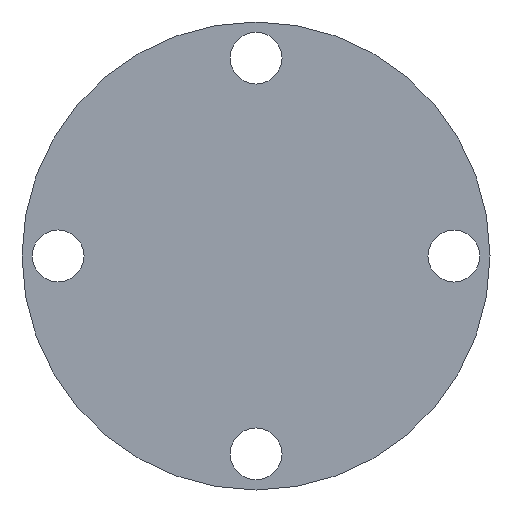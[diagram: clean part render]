
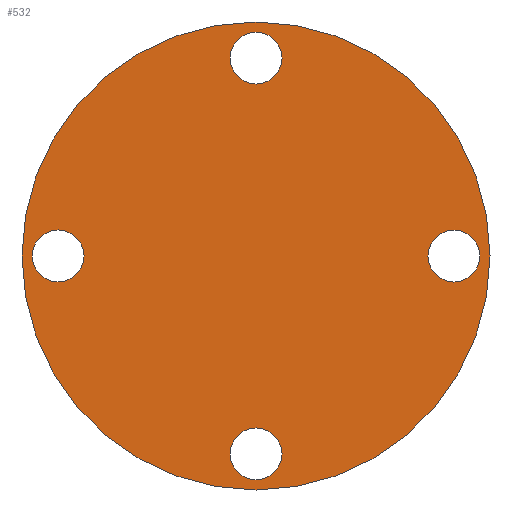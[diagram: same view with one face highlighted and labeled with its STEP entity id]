
A CAD part, front view. The second image highlights one B-rep face of the part: STEP entity #532.
In plain terms, the highlighted planar face has unit normal (0, -1, 0).
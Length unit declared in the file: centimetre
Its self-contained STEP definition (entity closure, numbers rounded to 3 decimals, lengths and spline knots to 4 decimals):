
#22 = DIRECTION ( 'NONE',  ( 0., 0., 1. ) ) ;
#27 = AXIS2_PLACEMENT_3D ( 'NONE', #81, #617, #22 ) ;
#34 = CARTESIAN_POINT ( 'NONE',  ( -7.614, -2., -1. ) ) ;
#35 = EDGE_CURVE ( 'NONE', #538, #613, #513, .T. ) ;
#53 = EDGE_LOOP ( 'NONE', ( #556, #310 ) ) ;
#66 = AXIS2_PLACEMENT_3D ( 'NONE', #234, #194, #285 ) ;
#81 = CARTESIAN_POINT ( 'NONE',  ( 0., -2., 0. ) ) ;
#87 = CARTESIAN_POINT ( 'NONE',  ( 0., -2., 8.614 ) ) ;
#88 = AXIS2_PLACEMENT_3D ( 'NONE', #612, #463, #171 ) ;
#96 = CARTESIAN_POINT ( 'NONE',  ( 0., -2., 7.614 ) ) ;
#107 = CIRCLE ( 'NONE', #88, 9. ) ;
#114 = DIRECTION ( 'NONE',  ( 0., 0., 1. ) ) ;
#130 = CARTESIAN_POINT ( 'NONE',  ( 7.614, -2., 1. ) ) ;
#135 = PLANE ( 'NONE',  #66 ) ;
#141 = DIRECTION ( 'NONE',  ( 0., 0., 1. ) ) ;
#142 = AXIS2_PLACEMENT_3D ( 'NONE', #549, #201, #114 ) ;
#159 = CIRCLE ( 'NONE', #578, 1. ) ;
#171 = DIRECTION ( 'NONE',  ( 0., 0., 1. ) ) ;
#175 = EDGE_CURVE ( 'NONE', #613, #538, #402, .T. ) ;
#189 = DIRECTION ( 'NONE',  ( 0., 1., 0. ) ) ;
#193 = AXIS2_PLACEMENT_3D ( 'NONE', #518, #524, #141 ) ;
#194 = DIRECTION ( 'NONE',  ( 0., 1., 0. ) ) ;
#198 = VERTEX_POINT ( 'NONE', #443 ) ;
#199 = AXIS2_PLACEMENT_3D ( 'NONE', #434, #277, #477 ) ;
#201 = DIRECTION ( 'NONE',  ( 0., 1., 0. ) ) ;
#226 = DIRECTION ( 'NONE',  ( 0., 1., 0. ) ) ;
#234 = CARTESIAN_POINT ( 'NONE',  ( 6., -2., 0. ) ) ;
#246 = EDGE_CURVE ( 'NONE', #590, #198, #488, .T. ) ;
#248 = VERTEX_POINT ( 'NONE', #500 ) ;
#253 = DIRECTION ( 'NONE',  ( 0., 1., 0. ) ) ;
#254 = ORIENTED_EDGE ( 'NONE', *, *, #482, .F. ) ;
#261 = ORIENTED_EDGE ( 'NONE', *, *, #246, .T. ) ;
#273 = EDGE_CURVE ( 'NONE', #198, #590, #159, .T. ) ;
#277 = DIRECTION ( 'NONE',  ( 0., 1., 0. ) ) ;
#282 = FACE_BOUND ( 'NONE', #576, .T. ) ;
#285 = DIRECTION ( 'NONE',  ( 0., 0., 1. ) ) ;
#289 = AXIS2_PLACEMENT_3D ( 'NONE', #96, #472, #468 ) ;
#293 = ORIENTED_EDGE ( 'NONE', *, *, #514, .T. ) ;
#301 = EDGE_LOOP ( 'NONE', ( #399, #254 ) ) ;
#310 = ORIENTED_EDGE ( 'NONE', *, *, #175, .T. ) ;
#311 = DIRECTION ( 'NONE',  ( 0., 0., 1. ) ) ;
#327 = CARTESIAN_POINT ( 'NONE',  ( 0., -2., -7.614 ) ) ;
#330 = AXIS2_PLACEMENT_3D ( 'NONE', #561, #226, #311 ) ;
#331 = CARTESIAN_POINT ( 'NONE',  ( 0., -2., 9. ) ) ;
#344 = EDGE_LOOP ( 'NONE', ( #293, #356 ) ) ;
#356 = ORIENTED_EDGE ( 'NONE', *, *, #376, .T. ) ;
#372 = EDGE_LOOP ( 'NONE', ( #392, #261 ) ) ;
#373 = AXIS2_PLACEMENT_3D ( 'NONE', #327, #189, #579 ) ;
#376 = EDGE_CURVE ( 'NONE', #450, #621, #535, .T. ) ;
#385 = FACE_OUTER_BOUND ( 'NONE', #301, .T. ) ;
#389 = CARTESIAN_POINT ( 'NONE',  ( 7.614, -2., 0. ) ) ;
#392 = ORIENTED_EDGE ( 'NONE', *, *, #273, .T. ) ;
#396 = CARTESIAN_POINT ( 'NONE',  ( -7.614, -2., 0. ) ) ;
#399 = ORIENTED_EDGE ( 'NONE', *, *, #470, .F. ) ;
#402 = CIRCLE ( 'NONE', #289, 1. ) ;
#412 = CIRCLE ( 'NONE', #373, 1. ) ;
#434 = CARTESIAN_POINT ( 'NONE',  ( 0., -2., -7.614 ) ) ;
#443 = CARTESIAN_POINT ( 'NONE',  ( -7.614, -2., 1. ) ) ;
#450 = VERTEX_POINT ( 'NONE', #517 ) ;
#463 = DIRECTION ( 'NONE',  ( 0., 1., 0. ) ) ;
#464 = CIRCLE ( 'NONE', #199, 1. ) ;
#467 = CARTESIAN_POINT ( 'NONE',  ( 0., -2., -8.614 ) ) ;
#468 = DIRECTION ( 'NONE',  ( 0., 0., 1. ) ) ;
#470 = EDGE_CURVE ( 'NONE', #531, #515, #575, .T. ) ;
#472 = DIRECTION ( 'NONE',  ( 0., 1., 0. ) ) ;
#477 = DIRECTION ( 'NONE',  ( 0., 0., 1. ) ) ;
#481 = CARTESIAN_POINT ( 'NONE',  ( 0., -2., -9. ) ) ;
#482 = EDGE_CURVE ( 'NONE', #515, #531, #107, .T. ) ;
#484 = FACE_BOUND ( 'NONE', #372, .T. ) ;
#488 = CIRCLE ( 'NONE', #142, 1. ) ;
#490 = VERTEX_POINT ( 'NONE', #467 ) ;
#499 = ORIENTED_EDGE ( 'NONE', *, *, #540, .T. ) ;
#500 = CARTESIAN_POINT ( 'NONE',  ( 0., -2., -6.614 ) ) ;
#513 = CIRCLE ( 'NONE', #193, 1. ) ;
#514 = EDGE_CURVE ( 'NONE', #621, #450, #525, .T. ) ;
#515 = VERTEX_POINT ( 'NONE', #481 ) ;
#517 = CARTESIAN_POINT ( 'NONE',  ( 7.614, -2., -1. ) ) ;
#518 = CARTESIAN_POINT ( 'NONE',  ( 0., -2., 7.614 ) ) ;
#523 = DIRECTION ( 'NONE',  ( 0., 0., 1. ) ) ;
#524 = DIRECTION ( 'NONE',  ( 0., 1., 0. ) ) ;
#525 = CIRCLE ( 'NONE', #563, 1. ) ;
#526 = FACE_BOUND ( 'NONE', #53, .T. ) ;
#528 = ORIENTED_EDGE ( 'NONE', *, *, #547, .T. ) ;
#529 = FACE_BOUND ( 'NONE', #344, .T. ) ;
#531 = VERTEX_POINT ( 'NONE', #331 ) ;
#532 = ADVANCED_FACE ( 'NONE', ( #282, #529, #526, #484, #385 ), #135, .F. ) ;
#535 = CIRCLE ( 'NONE', #330, 1. ) ;
#538 = VERTEX_POINT ( 'NONE', #87 ) ;
#540 = EDGE_CURVE ( 'NONE', #490, #248, #412, .T. ) ;
#547 = EDGE_CURVE ( 'NONE', #248, #490, #464, .T. ) ;
#549 = CARTESIAN_POINT ( 'NONE',  ( -7.614, -2., 0. ) ) ;
#556 = ORIENTED_EDGE ( 'NONE', *, *, #35, .T. ) ;
#561 = CARTESIAN_POINT ( 'NONE',  ( 7.614, -2., 0. ) ) ;
#563 = AXIS2_PLACEMENT_3D ( 'NONE', #389, #570, #523 ) ;
#570 = DIRECTION ( 'NONE',  ( 0., 1., 0. ) ) ;
#575 = CIRCLE ( 'NONE', #27, 9. ) ;
#576 = EDGE_LOOP ( 'NONE', ( #528, #499 ) ) ;
#578 = AXIS2_PLACEMENT_3D ( 'NONE', #396, #253, #589 ) ;
#579 = DIRECTION ( 'NONE',  ( 0., 0., 1. ) ) ;
#589 = DIRECTION ( 'NONE',  ( 0., 0., 1. ) ) ;
#590 = VERTEX_POINT ( 'NONE', #34 ) ;
#612 = CARTESIAN_POINT ( 'NONE',  ( 0., -2., 0. ) ) ;
#613 = VERTEX_POINT ( 'NONE', #616 ) ;
#616 = CARTESIAN_POINT ( 'NONE',  ( 0., -2., 6.614 ) ) ;
#617 = DIRECTION ( 'NONE',  ( 0., 1., 0. ) ) ;
#621 = VERTEX_POINT ( 'NONE', #130 ) ;
